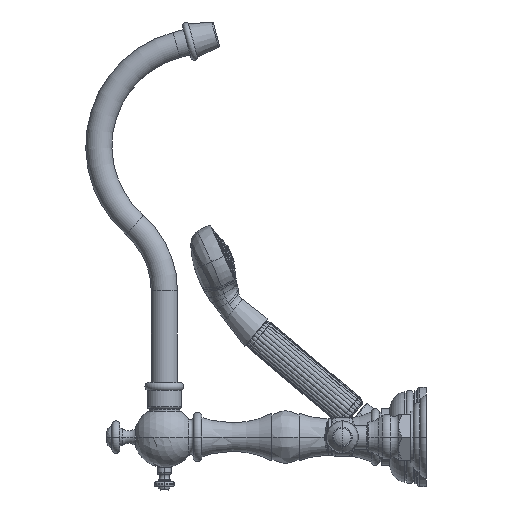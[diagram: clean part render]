
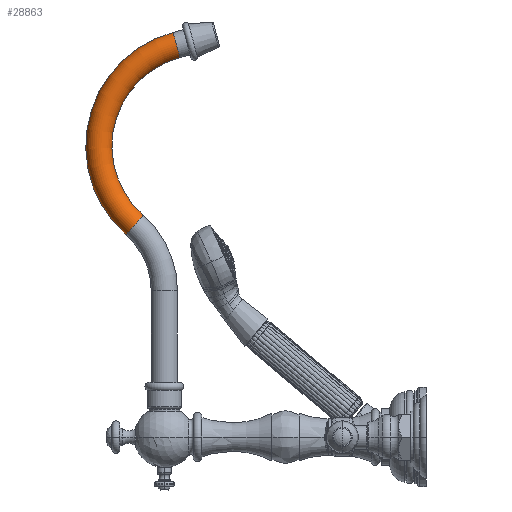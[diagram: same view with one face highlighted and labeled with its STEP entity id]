
A CAD part, left-side view. The second image highlights one B-rep face of the part: STEP entity #28863.
In plain terms, the highlighted toroidal (fillet/blend) face has major radius 76.2 mm and minor radius 9.525 mm.
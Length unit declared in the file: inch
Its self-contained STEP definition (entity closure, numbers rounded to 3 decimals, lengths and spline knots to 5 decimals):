
#27025=CARTESIAN_POINT('',(0.,6.37,8.32435));
#27026=DIRECTION('',(-1.,0.,0.));
#27027=DIRECTION('',(0.,0.259,0.966));
#27028=AXIS2_PLACEMENT_3D('',#27025,#27026,#27027);
#27030=CARTESIAN_POINT('',(0.,8.34727,6.06816));
#27031=DIRECTION('',(0.,-0.752,-0.659));
#27032=DIRECTION('',(0.,-0.659,0.752));
#27033=AXIS2_PLACEMENT_3D('',#27030,#27031,#27032);
#27035=CARTESIAN_POINT('',(0.,7.14646,11.22213));
#27036=DIRECTION('',(0.,-0.966,0.259));
#27037=DIRECTION('',(0.,0.259,0.966));
#27038=AXIS2_PLACEMENT_3D('',#27035,#27036,#27037);
#27040=CARTESIAN_POINT('',(0.,6.37,8.32435));
#27041=DIRECTION('',(-1.,0.,0.));
#27042=DIRECTION('',(0.,0.259,0.966));
#27043=AXIS2_PLACEMENT_3D('',#27040,#27041,#27042);
#27301=CARTESIAN_POINT('',(0.,7.24351,11.58435));
#27302=VERTEX_POINT('',#27301);
#27303=CARTESIAN_POINT('',(0.,7.0494,10.8599));
#27304=VERTEX_POINT('',#27303);
#27305=CARTESIAN_POINT('',(0.,8.10011,6.35018));
#27306=CARTESIAN_POINT('',(0.,8.59443,5.78613));
#27307=VERTEX_POINT('',#27305);
#27308=VERTEX_POINT('',#27306);
#28851=CARTESIAN_POINT('',(0.,6.37,8.32435));
#28852=DIRECTION('',(1.,0.,0.));
#28853=DIRECTION('',(0.,-0.659,0.752));
#28854=AXIS2_PLACEMENT_3D('',#28851,#28852,#28853);
#28855=TOROIDAL_SURFACE('',#28854,3.,0.375);
#28856=ORIENTED_EDGE('',*,*,#28816,.T.);
#28857=ORIENTED_EDGE('',*,*,#28846,.F.);
#28859=ORIENTED_EDGE('',*,*,#28858,.T.);
#28860=ORIENTED_EDGE('',*,*,#28842,.T.);
#28861=EDGE_LOOP('',(#28856,#28857,#28859,#28860));
#28862=FACE_OUTER_BOUND('',#28861,.F.);
#28863=ADVANCED_FACE('',(#28862),#28855,.T.);
#27029=CIRCLE('',#27028,3.375);
#27034=CIRCLE('',#27033,0.375);
#27039=CIRCLE('',#27038,0.375);
#27044=CIRCLE('',#27043,2.625);
#28816=EDGE_CURVE('',#27307,#27308,#27034,.T.);
#28842=EDGE_CURVE('',#27304,#27307,#27044,.T.);
#28846=EDGE_CURVE('',#27302,#27308,#27029,.T.);
#28858=EDGE_CURVE('',#27302,#27304,#27039,.T.);
